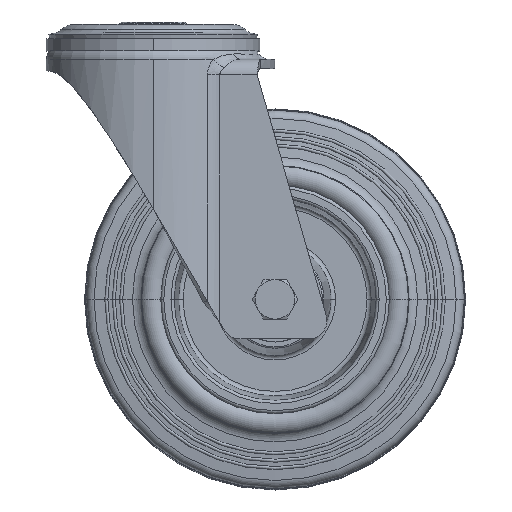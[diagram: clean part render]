
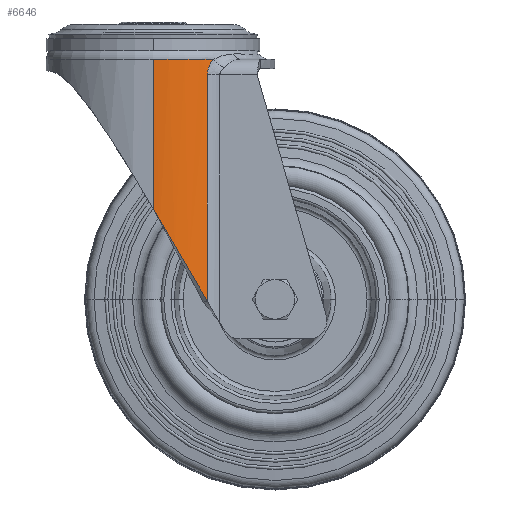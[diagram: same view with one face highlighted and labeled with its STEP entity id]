
A CAD part, top view. The second image highlights one B-rep face of the part: STEP entity #6646.
In plain terms, the highlighted cylindrical face has radius 35 mm (diameter 70 mm), a partial arc.
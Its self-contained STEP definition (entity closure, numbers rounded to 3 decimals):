
#79 = CARTESIAN_POINT ( 'NONE',  ( 19.595, -12.466, 29. ) ) ;
#185 = CARTESIAN_POINT ( 'NONE',  ( 19.006, -13.267, 29.39 ) ) ;
#361 = CARTESIAN_POINT ( 'NONE',  ( 18.984, -13.302, 29.404 ) ) ;
#660 = CARTESIAN_POINT ( 'NONE',  ( 0., -164.24, 35. ) ) ;
#889 = CARTESIAN_POINT ( 'NONE',  ( 2.313, -65.1, 34.924 ) ) ;
#1482 = CARTESIAN_POINT ( 'NONE',  ( 18.824, -13.558, 29.508 ) ) ;
#1679 = CARTESIAN_POINT ( 'NONE',  ( 17.869, -16.545, 30.095 ) ) ;
#1769 = CARTESIAN_POINT ( 'NONE',  ( 17.833, -17.3, 30.116 ) ) ;
#1866 = CARTESIAN_POINT ( 'NONE',  ( 18.965, -13.333, 29.417 ) ) ;
#2266 = ORIENTED_EDGE ( 'NONE', *, *, #6553, .F. ) ;
#2425 = CARTESIAN_POINT ( 'NONE',  ( 0., -61.151, 35. ) ) ;
#2867 = CARTESIAN_POINT ( 'NONE',  ( 18.973, -13.319, 29.411 ) ) ;
#2910 = VERTEX_POINT ( 'NONE', #15525 ) ;
#2955 = CARTESIAN_POINT ( 'NONE',  ( 18.349, -14.561, 29.805 ) ) ;
#2988 = CARTESIAN_POINT ( 'NONE',  ( 2.313, -65.1, 34.924 ) ) ;
#3043 = CARTESIAN_POINT ( 'NONE',  ( 18.35, -14.557, 29.804 ) ) ;
#3080 = CARTESIAN_POINT ( 'NONE',  ( 5.311, -70.227, 34.725 ) ) ;
#3143 = CARTESIAN_POINT ( 'NONE',  ( 19.553, -12.517, 29.029 ) ) ;
#3182 = CARTESIAN_POINT ( 'NONE',  ( 13.294, -83.882, 32.491 ) ) ;
#3423 = CARTESIAN_POINT ( 'NONE',  ( 0., -164.24, 0. ) ) ;
#3845 = ORIENTED_EDGE ( 'NONE', *, *, #16998, .F. ) ;
#3854 = EDGE_CURVE ( 'NONE', #6131, #4740, #5817, .T. ) ;
#3897 = ORIENTED_EDGE ( 'NONE', *, *, #8042, .T. ) ;
#4347 = CARTESIAN_POINT ( 'NONE',  ( 18.504, -14.186, 29.708 ) ) ;
#4432 = CARTESIAN_POINT ( 'NONE',  ( 19.405, -12.703, 29.128 ) ) ;
#4523 = CARTESIAN_POINT ( 'NONE',  ( 19.365, -12.755, 29.155 ) ) ;
#4633 = CARTESIAN_POINT ( 'NONE',  ( 0., -12.214, 35. ) ) ;
#4715 = CARTESIAN_POINT ( 'NONE',  ( 18.965, -13.331, 29.416 ) ) ;
#4722 = CARTESIAN_POINT ( 'NONE',  ( 17.833, -17.3, 30.116 ) ) ;
#4728 = LINE ( 'NONE', #660, #11339 ) ;
#4740 = VERTEX_POINT ( 'NONE', #16993 ) ;
#4934 = ORIENTED_EDGE ( 'NONE', *, *, #17966, .F. ) ;
#5085 = DIRECTION ( 'NONE',  ( 0., 1., 0. ) ) ;
#5118 = ORIENTED_EDGE ( 'NONE', *, *, #3854, .F. ) ;
#5524 = EDGE_LOOP ( 'NONE', ( #6847, #5118, #4934, #3845, #2266, #3897 ) ) ;
#5745 = CARTESIAN_POINT ( 'NONE',  ( 19.424, -12.679, 29.116 ) ) ;
#5817 = B_SPLINE_CURVE_WITH_KNOTS ( 'NONE', 3,
 ( #12516, #16720, #18131, #2425 ),
 .UNSPECIFIED., .F., .F.,
 ( 4, 4 ),
 ( 0., 1. ),
 .UNSPECIFIED. ) ;
#6020 = CARTESIAN_POINT ( 'NONE',  ( 18.704, -13.774, 29.584 ) ) ;
#6124 = CARTESIAN_POINT ( 'NONE',  ( 18.42, -14.381, 29.761 ) ) ;
#6131 = VERTEX_POINT ( 'NONE', #889 ) ;
#6238 = AXIS2_PLACEMENT_3D ( 'NONE', #17886, #6809, #8199 ) ;
#6553 = EDGE_CURVE ( 'NONE', #9271, #16285, #6953, .T. ) ;
#6646 = ADVANCED_FACE ( 'NONE', ( #17847 ), #7626, .T. ) ;
#6809 = DIRECTION ( 'NONE',  ( 0., -1., 0. ) ) ;
#6847 = ORIENTED_EDGE ( 'NONE', *, *, #9801, .F. ) ;
#6953 = B_SPLINE_CURVE_WITH_KNOTS ( 'NONE', 3,
 ( #16000, #11751, #17288, #79, #3143, #12795, #7242, #5745, #4432, #12901, #11376, #4523, #7335, #17092, #10019, #11478, #185, #361, #2867, #15709, #4715, #1866, #1482, #6020, #15614, #4347, #8725, #6124, #10096, #7522, #17479, #15805, #3043, #2955, #11657, #8545, #14203, #7143, #14393, #8628, #7429, #1679, #14290, #10189, #1769 ),
 .UNSPECIFIED., .F., .F.,
 ( 4, 2, 2, 2, 1, 2, 2, 2, 1, 1, 1, 1, 2, 2, 2, 2, 2, 1, 1, 2, 2, 2, 2, 2, 2, 4 ),
 ( 0., 0.062, 0.094, 0.109, 0.117, 0.121, 0.125, 0.187, 0.219, 0.234, 0.242, 0.246, 0.248, 0.25, 0.375, 0.437, 0.469, 0.484, 0.492, 0.496, 0.5, 0.625, 0.75, 0.812, 0.875, 1. ),
 .UNSPECIFIED. ) ;
#7143 = CARTESIAN_POINT ( 'NONE',  ( 17.997, -15.727, 30.019 ) ) ;
#7242 = CARTESIAN_POINT ( 'NONE',  ( 19.46, -12.631, 29.091 ) ) ;
#7335 = CARTESIAN_POINT ( 'NONE',  ( 19.274, -12.875, 29.215 ) ) ;
#7429 = CARTESIAN_POINT ( 'NONE',  ( 17.881, -16.432, 30.088 ) ) ;
#7522 = CARTESIAN_POINT ( 'NONE',  ( 18.377, -14.488, 29.787 ) ) ;
#7626 = CYLINDRICAL_SURFACE ( 'NONE', #13620, 35. ) ;
#8042 = EDGE_CURVE ( 'NONE', #9271, #12701, #13072, .T. ) ;
#8199 = DIRECTION ( 'NONE',  ( 0.566, 0., 0.824 ) ) ;
#8545 = CARTESIAN_POINT ( 'NONE',  ( 18.178, -15.045, 29.909 ) ) ;
#8628 = CARTESIAN_POINT ( 'NONE',  ( 17.912, -16.202, 30.069 ) ) ;
#8725 = CARTESIAN_POINT ( 'NONE',  ( 18.441, -14.333, 29.748 ) ) ;
#9119 = DIRECTION ( 'NONE',  ( 0., 1., 0. ) ) ;
#9271 = VERTEX_POINT ( 'NONE', #16051 ) ;
#9801 = EDGE_CURVE ( 'NONE', #4740, #12701, #4728, .T. ) ;
#9965 = CARTESIAN_POINT ( 'NONE',  ( 17.833, -91.645, 30.116 ) ) ;
#10019 = CARTESIAN_POINT ( 'NONE',  ( 19.099, -13.125, 29.329 ) ) ;
#10096 = CARTESIAN_POINT ( 'NONE',  ( 18.391, -14.452, 29.778 ) ) ;
#10189 = CARTESIAN_POINT ( 'NONE',  ( 17.833, -17.095, 30.116 ) ) ;
#11339 = VECTOR ( 'NONE', #9119, 1000. ) ;
#11376 = CARTESIAN_POINT ( 'NONE',  ( 19.373, -12.745, 29.15 ) ) ;
#11461 = CARTESIAN_POINT ( 'NONE',  ( 17.833, -42.082, 30.116 ) ) ;
#11478 = CARTESIAN_POINT ( 'NONE',  ( 19.054, -13.194, 29.359 ) ) ;
#11657 = CARTESIAN_POINT ( 'NONE',  ( 18.254, -14.809, 29.863 ) ) ;
#11751 = CARTESIAN_POINT ( 'NONE',  ( 19.772, -12.262, 28.88 ) ) ;
#12516 = CARTESIAN_POINT ( 'NONE',  ( 2.313, -65.1, 34.924 ) ) ;
#12701 = VERTEX_POINT ( 'NONE', #4633 ) ;
#12795 = CARTESIAN_POINT ( 'NONE',  ( 19.484, -12.602, 29.075 ) ) ;
#12901 = CARTESIAN_POINT ( 'NONE',  ( 19.385, -12.728, 29.141 ) ) ;
#13072 = CIRCLE ( 'NONE', #6238, 35. ) ;
#13620 = AXIS2_PLACEMENT_3D ( 'NONE', #3423, #5085, #14681 ) ;
#13860 = B_SPLINE_CURVE_WITH_KNOTS ( 'NONE', 3,
 ( #18301, #11461, #17273, #14277 ),
 .UNSPECIFIED., .F., .F.,
 ( 4, 4 ),
 ( 0., 1. ),
 .UNSPECIFIED. ) ;
#14203 = CARTESIAN_POINT ( 'NONE',  ( 18.053, -15.494, 29.985 ) ) ;
#14277 = CARTESIAN_POINT ( 'NONE',  ( 17.833, -91.645, 30.116 ) ) ;
#14290 = CARTESIAN_POINT ( 'NONE',  ( 17.84, -16.88, 30.112 ) ) ;
#14393 = CARTESIAN_POINT ( 'NONE',  ( 17.931, -16.083, 30.058 ) ) ;
#14681 = DIRECTION ( 'NONE',  ( 0., 0., -1. ) ) ;
#15525 = CARTESIAN_POINT ( 'NONE',  ( 17.833, -91.645, 30.116 ) ) ;
#15614 = CARTESIAN_POINT ( 'NONE',  ( 18.551, -14.085, 29.679 ) ) ;
#15709 = CARTESIAN_POINT ( 'NONE',  ( 18.968, -13.327, 29.414 ) ) ;
#15805 = CARTESIAN_POINT ( 'NONE',  ( 18.355, -14.545, 29.801 ) ) ;
#15843 = CARTESIAN_POINT ( 'NONE',  ( 8.113, -75.02, 34.155 ) ) ;
#15942 = B_SPLINE_CURVE_WITH_KNOTS ( 'NONE', 3,
 ( #9965, #17325, #3182, #15843, #3080, #2988 ),
 .UNSPECIFIED., .F., .F.,
 ( 4, 2, 4 ),
 ( 0., 0.5, 1. ),
 .UNSPECIFIED. ) ;
#16000 = CARTESIAN_POINT ( 'NONE',  ( 19.817, -12.214, 28.85 ) ) ;
#16051 = CARTESIAN_POINT ( 'NONE',  ( 19.817, -12.214, 28.85 ) ) ;
#16285 = VERTEX_POINT ( 'NONE', #4722 ) ;
#16720 = CARTESIAN_POINT ( 'NONE',  ( 1.587, -63.859, 34.972 ) ) ;
#16993 = CARTESIAN_POINT ( 'NONE',  ( 0., -61.151, 35. ) ) ;
#16998 = EDGE_CURVE ( 'NONE', #16285, #2910, #13860, .T. ) ;
#17092 = CARTESIAN_POINT ( 'NONE',  ( 19.198, -12.981, 29.265 ) ) ;
#17273 = CARTESIAN_POINT ( 'NONE',  ( 17.833, -66.863, 30.116 ) ) ;
#17288 = CARTESIAN_POINT ( 'NONE',  ( 19.711, -12.331, 28.922 ) ) ;
#17325 = CARTESIAN_POINT ( 'NONE',  ( 15.674, -87.952, 31.395 ) ) ;
#17479 = CARTESIAN_POINT ( 'NONE',  ( 18.362, -14.528, 29.797 ) ) ;
#17847 = FACE_OUTER_BOUND ( 'NONE', #5524, .T. ) ;
#17886 = CARTESIAN_POINT ( 'NONE',  ( 0., -12.214, 0. ) ) ;
#17966 = EDGE_CURVE ( 'NONE', #2910, #6131, #15942, .T. ) ;
#18131 = CARTESIAN_POINT ( 'NONE',  ( 0.814, -62.538, 35. ) ) ;
#18301 = CARTESIAN_POINT ( 'NONE',  ( 17.833, -17.3, 30.116 ) ) ;
